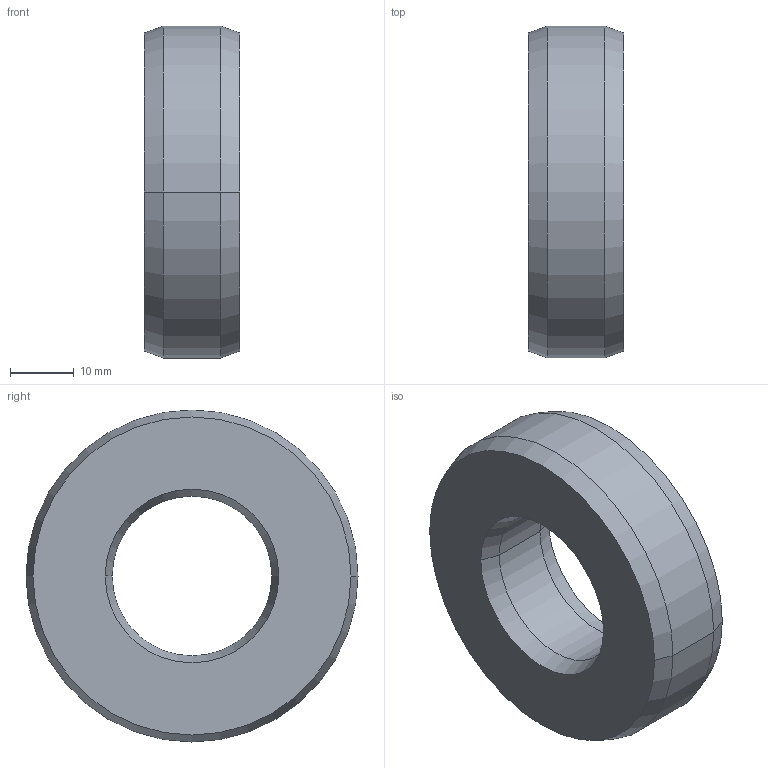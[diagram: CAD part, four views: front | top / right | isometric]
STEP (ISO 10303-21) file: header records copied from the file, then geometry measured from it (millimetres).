
FILE_DESCRIPTION((''),'2;1');
FILE_NAME('_CGS_TEMP_IGS','2023-05-17T',('SYSTEM'),(''),'PRO/ENGINEER BY PARAMETRIC TECHNOLOGY CORPORATION, 2016360','PRO/ENGINEER BY PARAMETRIC TECHNOLOGY CORPORATION, 2016360','');
FILE_SCHEMA(('AUTOMOTIVE_DESIGN { 1 0 10303 214 1 1 1 1 }'));
Length unit declared in the file: inch
Products named in the file (1): _CGS_TEMP_IGS
Bounding box: 15 x 52 x 52 mm (x, y, z)
Volume: 21920.8 mm3; surface area: 15586 mm2
Topology: 1 solids, 3 shells, 91 faces, 268 edges, 180 vertices
Faces by surface type: plane 43, cylinder 20, sphere 12, cone 8, torus 8
Entity records: 3706 total; most frequent: CARTESIAN_POINT 1057, ORIENTED_EDGE 536, DIRECTION 478, EDGE_CURVE 268, VERTEX_POINT 180, AXIS2_PLACEMENT_3D 175, VECTOR 128, LINE 128
